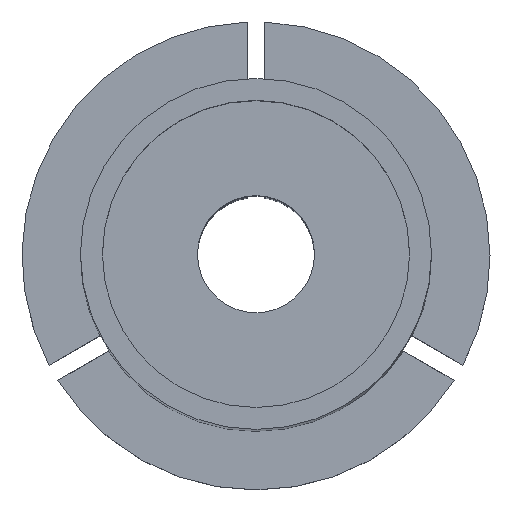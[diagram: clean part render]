
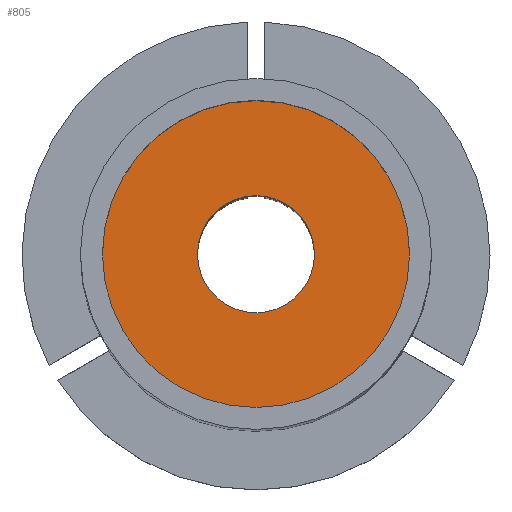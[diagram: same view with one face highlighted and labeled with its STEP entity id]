
A CAD part, top view. The second image highlights one B-rep face of the part: STEP entity #805.
In plain terms, the highlighted planar face has unit normal (0, 0, 1).
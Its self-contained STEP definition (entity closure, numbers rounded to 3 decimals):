
#34 = CIRCLE ( 'NONE', #555, 5.25 ) ;
#39 = AXIS2_PLACEMENT_3D ( 'NONE', #1235, #911, #917 ) ;
#81 = CARTESIAN_POINT ( 'NONE',  ( 2., 0., -6. ) ) ;
#131 = CARTESIAN_POINT ( 'NONE',  ( 0., 5.25, -6. ) ) ;
#140 = DIRECTION ( 'NONE',  ( 0., 0., 1. ) ) ;
#156 = CARTESIAN_POINT ( 'NONE',  ( 0., 0., -6. ) ) ;
#180 = CARTESIAN_POINT ( 'NONE',  ( -2., 0., -6. ) ) ;
#204 = VERTEX_POINT ( 'NONE', #438 ) ;
#216 = CARTESIAN_POINT ( 'NONE',  ( 0., 0., -6. ) ) ;
#232 = AXIS2_PLACEMENT_3D ( 'NONE', #558, #1083, #1087 ) ;
#290 = FACE_BOUND ( 'NONE', #1001, .T. ) ;
#330 = EDGE_CURVE ( 'NONE', #983, #962, #652, .T. ) ;
#361 = AXIS2_PLACEMENT_3D ( 'NONE', #156, #140, #868 ) ;
#391 = AXIS2_PLACEMENT_3D ( 'NONE', #131, #855, #840 ) ;
#434 = PLANE ( 'NONE',  #391 ) ;
#438 = CARTESIAN_POINT ( 'NONE',  ( 5.25, 0., -6. ) ) ;
#523 = CIRCLE ( 'NONE', #39, 2. ) ;
#555 = AXIS2_PLACEMENT_3D ( 'NONE', #216, #1041, #1051 ) ;
#558 = CARTESIAN_POINT ( 'NONE',  ( 0., 0., -6. ) ) ;
#561 = EDGE_CURVE ( 'NONE', #962, #983, #523, .T. ) ;
#580 = ORIENTED_EDGE ( 'NONE', *, *, #1063, .T. ) ;
#614 = ORIENTED_EDGE ( 'NONE', *, *, #330, .F. ) ;
#643 = ORIENTED_EDGE ( 'NONE', *, *, #561, .F. ) ;
#652 = CIRCLE ( 'NONE', #361, 2. ) ;
#661 = CARTESIAN_POINT ( 'NONE',  ( -5.25, 0., -6. ) ) ;
#719 = EDGE_CURVE ( 'NONE', #1093, #204, #34, .T. ) ;
#805 = ADVANCED_FACE ( 'NONE', ( #290, #1179 ), #434, .F. ) ;
#840 = DIRECTION ( 'NONE',  ( -1., 0., 0. ) ) ;
#855 = DIRECTION ( 'NONE',  ( 0., 0., -1. ) ) ;
#868 = DIRECTION ( 'NONE',  ( 1., 0., 0. ) ) ;
#911 = DIRECTION ( 'NONE',  ( 0., 0., 1. ) ) ;
#917 = DIRECTION ( 'NONE',  ( 1., 0., 0. ) ) ;
#941 = CIRCLE ( 'NONE', #232, 5.25 ) ;
#962 = VERTEX_POINT ( 'NONE', #81 ) ;
#983 = VERTEX_POINT ( 'NONE', #180 ) ;
#1001 = EDGE_LOOP ( 'NONE', ( #643, #614 ) ) ;
#1041 = DIRECTION ( 'NONE',  ( 0., 0., 1. ) ) ;
#1051 = DIRECTION ( 'NONE',  ( 1., 0., 0. ) ) ;
#1063 = EDGE_CURVE ( 'NONE', #204, #1093, #941, .T. ) ;
#1083 = DIRECTION ( 'NONE',  ( 0., 0., 1. ) ) ;
#1087 = DIRECTION ( 'NONE',  ( 1., 0., 0. ) ) ;
#1093 = VERTEX_POINT ( 'NONE', #661 ) ;
#1179 = FACE_OUTER_BOUND ( 'NONE', #1294, .T. ) ;
#1235 = CARTESIAN_POINT ( 'NONE',  ( 0., 0., -6. ) ) ;
#1259 = ORIENTED_EDGE ( 'NONE', *, *, #719, .T. ) ;
#1294 = EDGE_LOOP ( 'NONE', ( #580, #1259 ) ) ;
